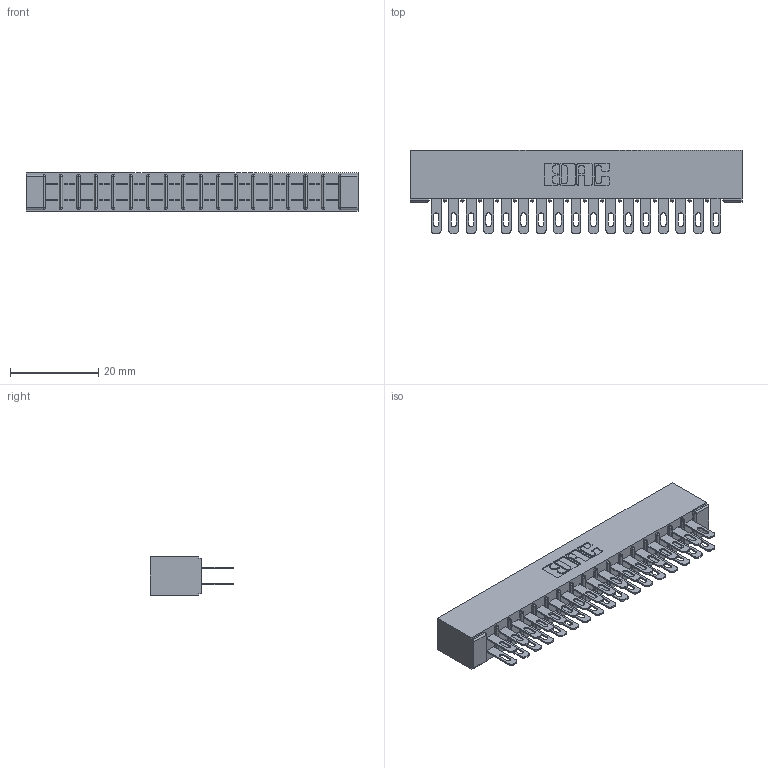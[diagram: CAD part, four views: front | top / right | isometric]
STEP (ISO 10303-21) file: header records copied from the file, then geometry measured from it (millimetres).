
FILE_DESCRIPTION (( 'STEP AP203' ), '1' );
FILE_NAME ('355-034-500-501.STEP', '2019-09-11T08:28:40', ( '' ), ( '' ), 'SwSTEP 2.0', 'SolidWorks 2016', '' );
FILE_SCHEMA (( 'CONFIG_CONTROL_DESIGN' ));
Length unit declared in the file: inch
Products named in the file (3): 305 Part_No Mounting; 305-290-001_500; 355-034-500-501
Assembly tree (35 placements, depth 2):
  355-034-500-501
    305 Part_No Mounting
    305-290-001_500  x34
Bounding box: 75.23 x 18.85 x 8.71 mm (x, y, z)
Volume: 4781.6 mm3; surface area: 10437.8 mm2
Topology: 35 solids, 35 shells, 1808 faces, 5171 edges, 3354 vertices
Faces by surface type: plane 1016, cylinder 724, sphere 68
Entity records: 21194 total; most frequent: CARTESIAN_POINT 3505, ORIENTED_EDGE 3474, DIRECTION 3411, EDGE_CURVE 1737, VECTOR 1379, LINE 1379, VERTEX_POINT 1110, AXIS2_PLACEMENT_3D 1016
